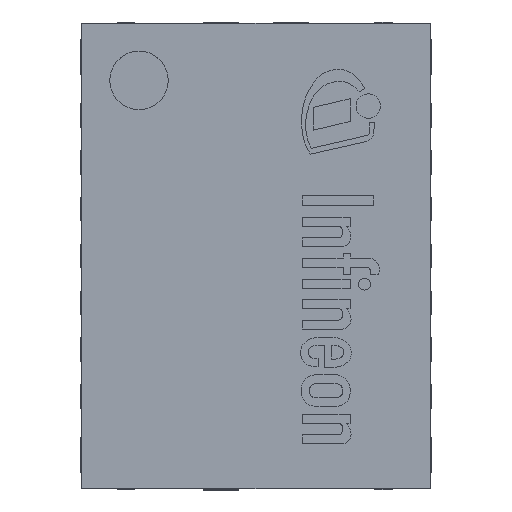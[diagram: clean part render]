
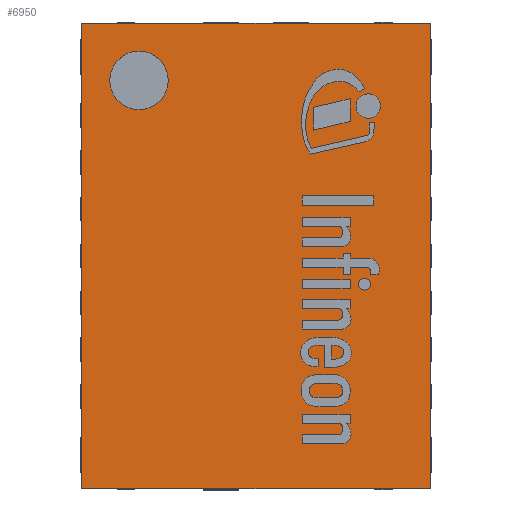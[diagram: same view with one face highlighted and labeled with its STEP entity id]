
A CAD part, top view. The second image highlights one B-rep face of the part: STEP entity #6950.
In plain terms, the highlighted planar face has unit normal (0, 0, 1).
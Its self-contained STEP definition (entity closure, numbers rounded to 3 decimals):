
#399=LINE('',#10276,#1246);
#411=LINE('',#10291,#1258);
#427=LINE('',#10319,#1274);
#429=LINE('',#10322,#1276);
#1246=VECTOR('',#8359,1.);
#1258=VECTOR('',#8373,1.);
#1274=VECTOR('',#8407,1.);
#1276=VECTOR('',#8411,1.);
#1921=PLANE('',#7439);
#2153=FACE_BOUND('',#2682,.T.);
#2281=FACE_OUTER_BOUND('',#2681,.T.);
#2681=EDGE_LOOP('',(#5460,#5461,#5462,#5463));
#2682=EDGE_LOOP('',(#5464));
#2970=CIRCLE('',#7265,0.25);
#3090=VERTEX_POINT('',#9621);
#3317=VERTEX_POINT('',#10273);
#3318=VERTEX_POINT('',#10275);
#3320=VERTEX_POINT('',#10290);
#3323=VERTEX_POINT('',#10318);
#3762=EDGE_CURVE('',#3090,#3090,#2970,.T.);
#4081=EDGE_CURVE('',#3318,#3317,#399,.T.);
#4093=EDGE_CURVE('',#3320,#3318,#411,.T.);
#4109=EDGE_CURVE('',#3323,#3320,#427,.T.);
#4111=EDGE_CURVE('',#3317,#3323,#429,.T.);
#5460=ORIENTED_EDGE('',*,*,#4093,.T.);
#5461=ORIENTED_EDGE('',*,*,#4081,.T.);
#5462=ORIENTED_EDGE('',*,*,#4111,.T.);
#5463=ORIENTED_EDGE('',*,*,#4109,.T.);
#5464=ORIENTED_EDGE('',*,*,#3762,.T.);
#6950=ADVANCED_FACE('',(#2281,#2153),#1921,.T.);
#7265=AXIS2_PLACEMENT_3D('',#9622,#7770,#7771);
#7439=AXIS2_PLACEMENT_3D('',#10323,#8412,#8413);
#7770=DIRECTION('center_axis',(0.,0.,-1.));
#7771=DIRECTION('ref_axis',(-1.,0.,0.));
#8359=DIRECTION('',(-1.,0.,0.));
#8373=DIRECTION('',(0.,1.,0.));
#8407=DIRECTION('',(1.,0.,0.));
#8411=DIRECTION('',(0.,-1.,0.));
#8412=DIRECTION('center_axis',(0.,0.,1.));
#8413=DIRECTION('ref_axis',(0.,-1.,0.));
#9621=CARTESIAN_POINT('',(-0.75,1.5,0.6));
#9622=CARTESIAN_POINT('Origin',(-1.,1.5,0.6));
#10273=CARTESIAN_POINT('',(-1.49,1.99,0.6));
#10275=CARTESIAN_POINT('',(1.49,1.99,0.6));
#10276=CARTESIAN_POINT('',(-1.49,1.99,0.6));
#10290=CARTESIAN_POINT('',(1.49,-1.99,0.6));
#10291=CARTESIAN_POINT('',(1.49,1.99,0.6));
#10318=CARTESIAN_POINT('',(-1.49,-1.99,0.6));
#10319=CARTESIAN_POINT('',(1.49,-1.99,0.6));
#10322=CARTESIAN_POINT('',(-1.49,-1.99,0.6));
#10323=CARTESIAN_POINT('Origin',(0.,0.,
0.6));
